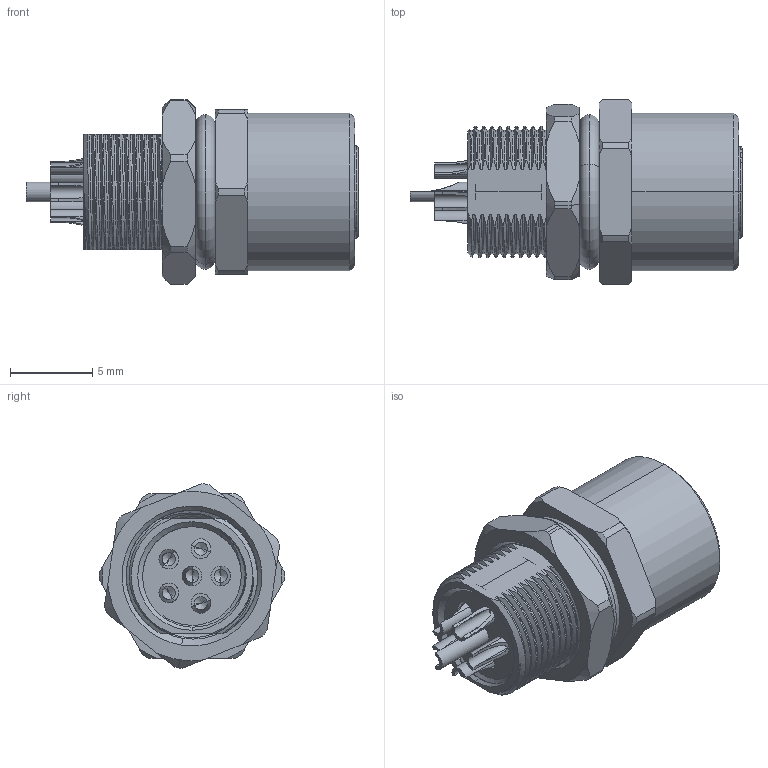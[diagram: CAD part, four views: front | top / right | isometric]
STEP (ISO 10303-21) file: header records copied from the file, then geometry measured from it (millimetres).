
FILE_DESCRIPTION (( 'STEP AP203' ), '1' );
FILE_NAME ('54-00327revA.STEP', '2023-02-08T21:58:37', ( '' ), ( '' ), 'SwSTEP 2.0', 'SolidWorks 2021', '' );
FILE_SCHEMA (( 'CONFIG_CONTROL_DESIGN' ));
Length unit declared in the file: millimetre
Products named in the file (8): 54-00327revA; 54-00327-05___; 54-00327-03___; 54-00327-06___; 54-00327-07___; 54-00327-02___; 54-00327-04___; 54-00327-01___
Assembly tree (11 placements, depth 2):
  54-00327revA
    54-00327-01___
    54-00327-02___
    54-00327-03___  x5
    54-00327-04___
    54-00327-05___
    54-00327-06___
    54-00327-07___
Bounding box: 20.2 x 11.3 x 11.23 mm (x, y, z)
Volume: 1008.1 mm3; surface area: 2632.2 mm2
Topology: 11 solids, 11 shells, 482 faces, 1253 edges, 791 vertices
Faces by surface type: cylinder 204, plane 118, cone 64, bspline 61, torus 35
Entity records: 34323 total; most frequent: CARTESIAN_POINT 25422, ORIENTED_EDGE 1866, DIRECTION 1453, EDGE_CURVE 933, VERTEX_POINT 607, AXIS2_PLACEMENT_3D 561, EDGE_LOOP 388, FACE_OUTER_BOUND 354
